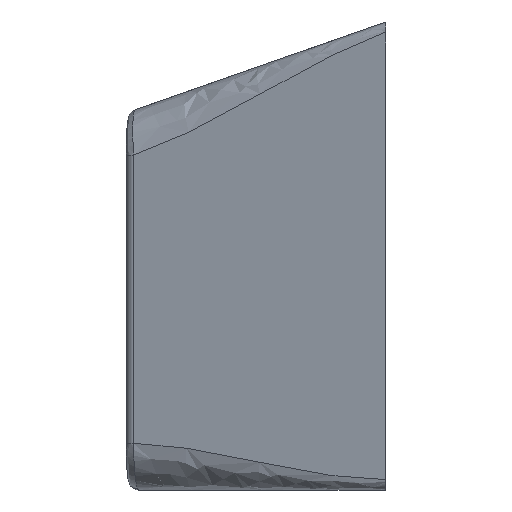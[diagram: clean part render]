
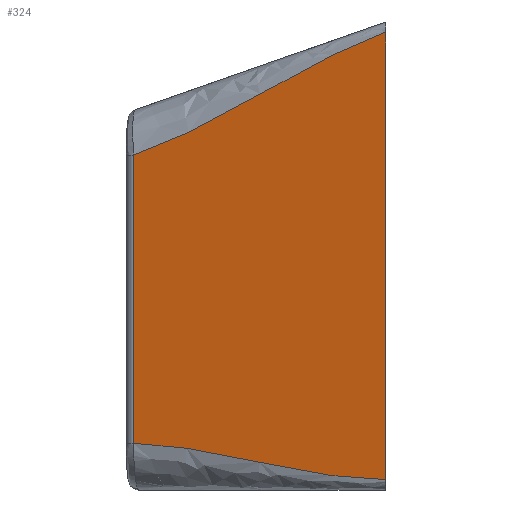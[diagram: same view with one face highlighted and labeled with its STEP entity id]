
A CAD part, left-side view. The second image highlights one B-rep face of the part: STEP entity #324.
In plain terms, the highlighted planar face has unit normal (-0.958, 0.287, 0).
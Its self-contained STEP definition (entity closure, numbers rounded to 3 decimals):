
#15=EDGE_CURVE('',#16,#18,#20,.F.);
#16=VERTEX_POINT('',#17);
#17=CARTESIAN_POINT('',(0.0,0.0,-0.384));
#18=VERTEX_POINT('',#19);
#19=CARTESIAN_POINT('',(0.0,0.0,-17.6));
#20=LINE('',#21,#22);
#21=CARTESIAN_POINT('',(0.0,0.0,0.0));
#22=VECTOR('',#23,1.0);
#23=DIRECTION('',(0.0,0.0,1.0));
#324=ADVANCED_FACE('',(#325),#364,.F.);
#325=FACE_BOUND('',#326,.T.);
#326=EDGE_LOOP('',(#327,#342,#350,#363));
#327=ORIENTED_EDGE('',*,*,#328,.T.);
#328=EDGE_CURVE('',#16,#329,#331,.T.);
#329=VERTEX_POINT('',#330);
#330=CARTESIAN_POINT('',(2.909,9.696,-5.119));
#331=B_SPLINE_CURVE_WITH_KNOTS('',3,(#332,#333,#334,#335,#336,#337,#338,#339,#340,#341),.UNSPECIFIED.,.F.,.U.,(4,3,3,4),(-0.023,0.,0.011,0.035),.UNSPECIFIED.);
#332=CARTESIAN_POINT('',(-6.332,-21.107,7.004));
#333=CARTESIAN_POINT('',(-4.233,-14.108,4.554));
#334=CARTESIAN_POINT('',(-2.133,-7.11,2.105));
#335=CARTESIAN_POINT('',(-0.033,-0.111,-0.345));
#336=CARTESIAN_POINT('',(0.967,3.223,-1.511));
#337=CARTESIAN_POINT('',(1.851,6.168,-3.885));
#338=CARTESIAN_POINT('',(2.851,9.502,-5.052));
#339=CARTESIAN_POINT('',(5.0,16.667,-7.559));
#340=CARTESIAN_POINT('',(7.149,23.832,-10.067));
#341=CARTESIAN_POINT('',(9.299,30.996,-12.575));
#342=ORIENTED_EDGE('',*,*,#343,.T.);
#343=EDGE_CURVE('',#329,#344,#346,.T.);
#344=VERTEX_POINT('',#345);
#345=CARTESIAN_POINT('',(2.909,9.696,-16.204));
#346=LINE('',#347,#348);
#347=CARTESIAN_POINT('',(2.909,9.696,0.0));
#348=VECTOR('',#349,1.0);
#349=DIRECTION('',(0.0,0.0,-1.0));
#350=ORIENTED_EDGE('',*,*,#351,.T.);
#351=EDGE_CURVE('',#344,#18,#352,.T.);
#352=B_SPLINE_CURVE_WITH_KNOTS('',3,(#353,#354,#355,#356,#357,#358,#359,#360,#361,#362),.UNSPECIFIED.,.F.,.U.,(4,3,3,4),(-0.033,-0.01,0.0,0.022),.UNSPECIFIED.);
#353=CARTESIAN_POINT('',(9.365,31.216,-16.2));
#354=CARTESIAN_POINT('',(7.243,24.144,-16.2));
#355=CARTESIAN_POINT('',(5.122,17.072,-16.2));
#356=CARTESIAN_POINT('',(3.0,10.0,-16.2));
#357=CARTESIAN_POINT('',(2.0,6.667,-16.2));
#358=CARTESIAN_POINT('',(1.0,3.333,-17.6));
#359=CARTESIAN_POINT('',(0.,0.,-17.6));
#360=CARTESIAN_POINT('',(-2.081,-6.937,-17.6));
#361=CARTESIAN_POINT('',(-4.162,-13.874,-17.6));
#362=CARTESIAN_POINT('',(-6.243,-20.811,-17.6));
#363=ORIENTED_EDGE('',*,*,#15,.F.);
#364=PLANE('',#365);
#365=AXIS2_PLACEMENT_3D('',#366,#367,#368);
#366=CARTESIAN_POINT('',(0.,0.,0.0));
#367=DIRECTION('',(0.958,-0.287,0.0));
#368=DIRECTION('',(0.287,0.958,0.0));
